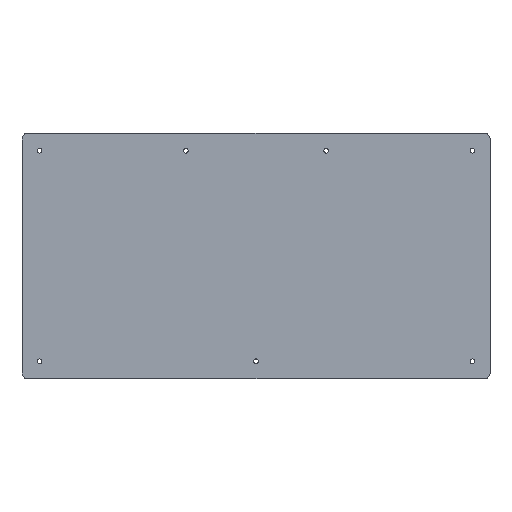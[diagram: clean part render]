
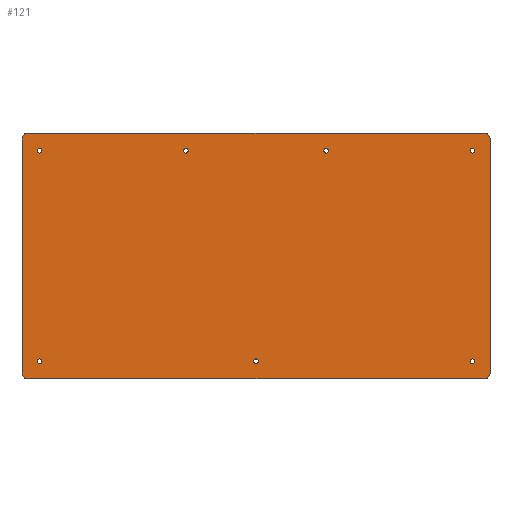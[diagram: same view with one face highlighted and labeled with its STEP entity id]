
A CAD part, top view. The second image highlights one B-rep face of the part: STEP entity #121.
In plain terms, the highlighted planar face has unit normal (0, 0, 1).
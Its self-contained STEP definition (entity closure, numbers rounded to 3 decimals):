
#22 = VERTEX_POINT('',#23);
#23 = CARTESIAN_POINT('',(-195.,81.449,-10.));
#41 = VERTEX_POINT('',#42);
#42 = CARTESIAN_POINT('',(-200.,76.449,-10.));
#48 = EDGE_CURVE('',#22,#41,#49,.T.);
#49 = CIRCLE('',#50,5.);
#50 = AXIS2_PLACEMENT_3D('',#51,#52,#53);
#51 = CARTESIAN_POINT('',(-195.,76.449,-10.));
#52 = DIRECTION('',(0.,0.,1.));
#53 = DIRECTION('',(1.,0.,0.));
#73 = VERTEX_POINT('',#74);
#74 = CARTESIAN_POINT('',(195.,81.449,-10.));
#80 = EDGE_CURVE('',#22,#73,#81,.T.);
#81 = LINE('',#82,#83);
#82 = CARTESIAN_POINT('',(-195.,81.449,-10.));
#83 = VECTOR('',#84,1.);
#84 = DIRECTION('',(1.,0.,0.));
#95 = VERTEX_POINT('',#96);
#96 = CARTESIAN_POINT('',(-200.,-123.551,-10.));
#111 = EDGE_CURVE('',#95,#41,#112,.T.);
#112 = LINE('',#113,#114);
#113 = CARTESIAN_POINT('',(-200.,-123.551,-10.));
#114 = VECTOR('',#115,1.);
#115 = DIRECTION('',(0.,1.,0.));
#121 = ADVANCED_FACE('',(#122,#168,#179,#190,#201,#212,#223,#234),#245,
  .T.);
#122 = FACE_BOUND('',#123,.T.);
#123 = EDGE_LOOP('',(#124,#125,#126,#135,#143,#152,#160,#167));
#124 = ORIENTED_EDGE('',*,*,#48,.T.);
#125 = ORIENTED_EDGE('',*,*,#111,.F.);
#126 = ORIENTED_EDGE('',*,*,#127,.T.);
#127 = EDGE_CURVE('',#95,#128,#130,.T.);
#128 = VERTEX_POINT('',#129);
#129 = CARTESIAN_POINT('',(-195.,-128.551,-10.));
#130 = CIRCLE('',#131,5.);
#131 = AXIS2_PLACEMENT_3D('',#132,#133,#134);
#132 = CARTESIAN_POINT('',(-195.,-123.551,-10.));
#133 = DIRECTION('',(0.,0.,1.));
#134 = DIRECTION('',(1.,0.,0.));
#135 = ORIENTED_EDGE('',*,*,#136,.F.);
#136 = EDGE_CURVE('',#137,#128,#139,.T.);
#137 = VERTEX_POINT('',#138);
#138 = CARTESIAN_POINT('',(195.,-128.551,-10.));
#139 = LINE('',#140,#141);
#140 = CARTESIAN_POINT('',(195.,-128.551,-10.));
#141 = VECTOR('',#142,1.);
#142 = DIRECTION('',(-1.,0.,0.));
#143 = ORIENTED_EDGE('',*,*,#144,.T.);
#144 = EDGE_CURVE('',#137,#145,#147,.T.);
#145 = VERTEX_POINT('',#146);
#146 = CARTESIAN_POINT('',(200.,-123.551,-10.));
#147 = CIRCLE('',#148,5.);
#148 = AXIS2_PLACEMENT_3D('',#149,#150,#151);
#149 = CARTESIAN_POINT('',(195.,-123.551,-10.));
#150 = DIRECTION('',(0.,0.,1.));
#151 = DIRECTION('',(1.,0.,0.));
#152 = ORIENTED_EDGE('',*,*,#153,.F.);
#153 = EDGE_CURVE('',#154,#145,#156,.T.);
#154 = VERTEX_POINT('',#155);
#155 = CARTESIAN_POINT('',(200.,76.449,-10.));
#156 = LINE('',#157,#158);
#157 = CARTESIAN_POINT('',(200.,76.449,-10.));
#158 = VECTOR('',#159,1.);
#159 = DIRECTION('',(0.,-1.,0.));
#160 = ORIENTED_EDGE('',*,*,#161,.T.);
#161 = EDGE_CURVE('',#154,#73,#162,.T.);
#162 = CIRCLE('',#163,5.);
#163 = AXIS2_PLACEMENT_3D('',#164,#165,#166);
#164 = CARTESIAN_POINT('',(195.,76.449,-10.));
#165 = DIRECTION('',(0.,0.,1.));
#166 = DIRECTION('',(1.,0.,0.));
#167 = ORIENTED_EDGE('',*,*,#80,.F.);
#168 = FACE_BOUND('',#169,.T.);
#169 = EDGE_LOOP('',(#170));
#170 = ORIENTED_EDGE('',*,*,#171,.T.);
#171 = EDGE_CURVE('',#172,#172,#174,.T.);
#172 = VERTEX_POINT('',#173);
#173 = CARTESIAN_POINT('',(-183.,-113.551,-10.));
#174 = CIRCLE('',#175,2.);
#175 = AXIS2_PLACEMENT_3D('',#176,#177,#178);
#176 = CARTESIAN_POINT('',(-185.,-113.551,-10.));
#177 = DIRECTION('',(0.,0.,-1.));
#178 = DIRECTION('',(1.,0.,0.));
#179 = FACE_BOUND('',#180,.T.);
#180 = EDGE_LOOP('',(#181));
#181 = ORIENTED_EDGE('',*,*,#182,.T.);
#182 = EDGE_CURVE('',#183,#183,#185,.T.);
#183 = VERTEX_POINT('',#184);
#184 = CARTESIAN_POINT('',(2.,-113.551,-10.));
#185 = CIRCLE('',#186,2.);
#186 = AXIS2_PLACEMENT_3D('',#187,#188,#189);
#187 = CARTESIAN_POINT('',(0.,-113.551,-10.));
#188 = DIRECTION('',(0.,0.,-1.));
#189 = DIRECTION('',(1.,0.,0.));
#190 = FACE_BOUND('',#191,.T.);
#191 = EDGE_LOOP('',(#192));
#192 = ORIENTED_EDGE('',*,*,#193,.T.);
#193 = EDGE_CURVE('',#194,#194,#196,.T.);
#194 = VERTEX_POINT('',#195);
#195 = CARTESIAN_POINT('',(187.,-113.551,-10.));
#196 = CIRCLE('',#197,2.);
#197 = AXIS2_PLACEMENT_3D('',#198,#199,#200);
#198 = CARTESIAN_POINT('',(185.,-113.551,-10.));
#199 = DIRECTION('',(0.,0.,-1.));
#200 = DIRECTION('',(1.,0.,0.));
#201 = FACE_BOUND('',#202,.T.);
#202 = EDGE_LOOP('',(#203));
#203 = ORIENTED_EDGE('',*,*,#204,.T.);
#204 = EDGE_CURVE('',#205,#205,#207,.T.);
#205 = VERTEX_POINT('',#206);
#206 = CARTESIAN_POINT('',(-183.,66.449,-10.));
#207 = CIRCLE('',#208,2.);
#208 = AXIS2_PLACEMENT_3D('',#209,#210,#211);
#209 = CARTESIAN_POINT('',(-185.,66.449,-10.));
#210 = DIRECTION('',(0.,0.,-1.));
#211 = DIRECTION('',(1.,0.,0.));
#212 = FACE_BOUND('',#213,.T.);
#213 = EDGE_LOOP('',(#214));
#214 = ORIENTED_EDGE('',*,*,#215,.T.);
#215 = EDGE_CURVE('',#216,#216,#218,.T.);
#216 = VERTEX_POINT('',#217);
#217 = CARTESIAN_POINT('',(-58.,66.449,-10.));
#218 = CIRCLE('',#219,2.);
#219 = AXIS2_PLACEMENT_3D('',#220,#221,#222);
#220 = CARTESIAN_POINT('',(-60.,66.449,-10.));
#221 = DIRECTION('',(0.,0.,-1.));
#222 = DIRECTION('',(1.,0.,0.));
#223 = FACE_BOUND('',#224,.T.);
#224 = EDGE_LOOP('',(#225));
#225 = ORIENTED_EDGE('',*,*,#226,.T.);
#226 = EDGE_CURVE('',#227,#227,#229,.T.);
#227 = VERTEX_POINT('',#228);
#228 = CARTESIAN_POINT('',(62.,66.449,-10.));
#229 = CIRCLE('',#230,2.);
#230 = AXIS2_PLACEMENT_3D('',#231,#232,#233);
#231 = CARTESIAN_POINT('',(60.,66.449,-10.));
#232 = DIRECTION('',(0.,0.,-1.));
#233 = DIRECTION('',(1.,0.,0.));
#234 = FACE_BOUND('',#235,.T.);
#235 = EDGE_LOOP('',(#236));
#236 = ORIENTED_EDGE('',*,*,#237,.T.);
#237 = EDGE_CURVE('',#238,#238,#240,.T.);
#238 = VERTEX_POINT('',#239);
#239 = CARTESIAN_POINT('',(187.,66.449,-10.));
#240 = CIRCLE('',#241,2.);
#241 = AXIS2_PLACEMENT_3D('',#242,#243,#244);
#242 = CARTESIAN_POINT('',(185.,66.449,-10.));
#243 = DIRECTION('',(0.,0.,-1.));
#244 = DIRECTION('',(1.,0.,0.));
#245 = PLANE('',#246);
#246 = AXIS2_PLACEMENT_3D('',#247,#248,#249);
#247 = CARTESIAN_POINT('',(0.,-23.551,-10.));
#248 = DIRECTION('',(0.,0.,1.));
#249 = DIRECTION('',(1.,0.,0.));
